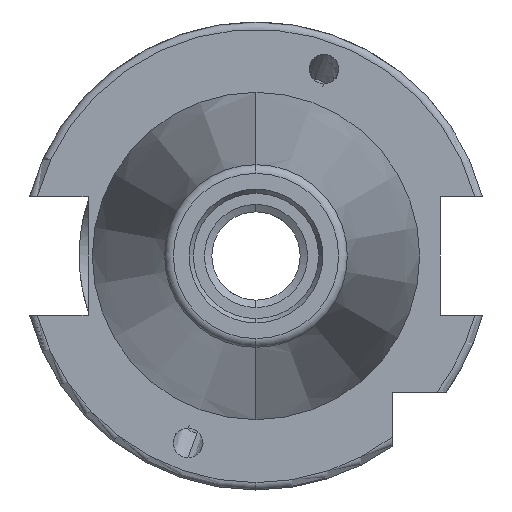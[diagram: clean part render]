
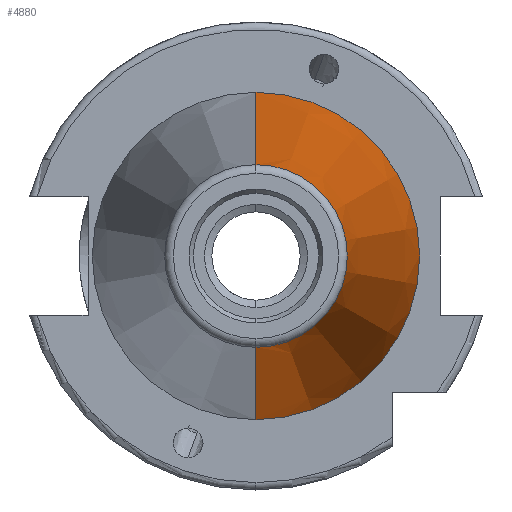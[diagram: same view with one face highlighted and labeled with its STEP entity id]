
A CAD part, left-side view. The second image highlights one B-rep face of the part: STEP entity #4880.
In plain terms, the highlighted conical face has half-angle 8.297 degrees and reference radius 22.225 mm.
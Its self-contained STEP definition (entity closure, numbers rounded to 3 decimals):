
#1130 = CARTESIAN_POINT ( 'NONE',  ( -67.373, 0., -12.4 ) ) ;
#1173 = CARTESIAN_POINT ( 'NONE',  ( 0., 0., 0. ) ) ;
#1185 = DIRECTION ( 'NONE',  ( 0., 0., -1. ) ) ;
#1186 = DIRECTION ( 'NONE',  ( -1., 0., 0. ) ) ;
#1196 = DIRECTION ( 'NONE',  ( 0., 0., 1. ) ) ;
#1202 = CONICAL_SURFACE ( 'NONE', #1227, 22.225, 0.145 ) ;
#1203 = CARTESIAN_POINT ( 'NONE',  ( 0., 0., 22.225 ) ) ;
#1208 = CARTESIAN_POINT ( 'NONE',  ( 0., 0., -22.225 ) ) ;
#1209 = FACE_OUTER_BOUND ( 'NONE', #4882, .T. ) ;
#1219 = AXIS2_PLACEMENT_3D ( 'NONE', #1173, #1186, #1185 ) ;
#1220 = CIRCLE ( 'NONE', #1219, 22.225 ) ;
#1221 = DIRECTION ( 'NONE',  ( 1., 0., 0. ) ) ;
#1222 = CARTESIAN_POINT ( 'NONE',  ( 0., 0., 0. ) ) ;
#1227 = AXIS2_PLACEMENT_3D ( 'NONE', #1222, #1221, #1196 ) ;
#1229 = VECTOR ( 'NONE', #1250, 1000. ) ;
#1230 = CARTESIAN_POINT ( 'NONE',  ( 0., 0., -22.225 ) ) ;
#1231 = LINE ( 'NONE', #1230, #1229 ) ;
#1236 = DIRECTION ( 'NONE',  ( 0.99, 0., 0.144 ) ) ;
#1243 = VECTOR ( 'NONE', #1236, 1000. ) ;
#1244 = CARTESIAN_POINT ( 'NONE',  ( 0., 0., 22.225 ) ) ;
#1245 = LINE ( 'NONE', #1244, #1243 ) ;
#1250 = DIRECTION ( 'NONE',  ( 0.99, 0., -0.144 ) ) ;
#1260 = DIRECTION ( 'NONE',  ( -1., 0., 0. ) ) ;
#1263 = CARTESIAN_POINT ( 'NONE',  ( -67.373, 0., 0. ) ) ;
#1264 = AXIS2_PLACEMENT_3D ( 'NONE', #1263, #1260, #1266 ) ;
#1265 = CIRCLE ( 'NONE', #1264, 12.4 ) ;
#1266 = DIRECTION ( 'NONE',  ( 0., 0., -1. ) ) ;
#2955 = CARTESIAN_POINT ( 'NONE',  ( -67.373, 0., 12.4 ) ) ;
#4839 = VERTEX_POINT ( 'NONE', #1130 ) ;
#4880 = ADVANCED_FACE ( 'NONE', ( #1209 ), #1202, .T. ) ;
#4882 = EDGE_LOOP ( 'NONE', ( #4895, #4910, #4922, #4923 ) ) ;
#4887 = EDGE_CURVE ( 'NONE', #4896, #4898, #1220, .T. ) ;
#4895 = ORIENTED_EDGE ( 'NONE', *, *, #4927, .F. ) ;
#4896 = VERTEX_POINT ( 'NONE', #1208 ) ;
#4898 = VERTEX_POINT ( 'NONE', #1203 ) ;
#4910 = ORIENTED_EDGE ( 'NONE', *, *, #4916, .T. ) ;
#4915 = EDGE_CURVE ( 'NONE', #5387, #4898, #1245, .T. ) ;
#4916 = EDGE_CURVE ( 'NONE', #4839, #4896, #1231, .T. ) ;
#4922 = ORIENTED_EDGE ( 'NONE', *, *, #4887, .T. ) ;
#4923 = ORIENTED_EDGE ( 'NONE', *, *, #4915, .F. ) ;
#4927 = EDGE_CURVE ( 'NONE', #4839, #5387, #1265, .T. ) ;
#5387 = VERTEX_POINT ( 'NONE', #2955 ) ;
